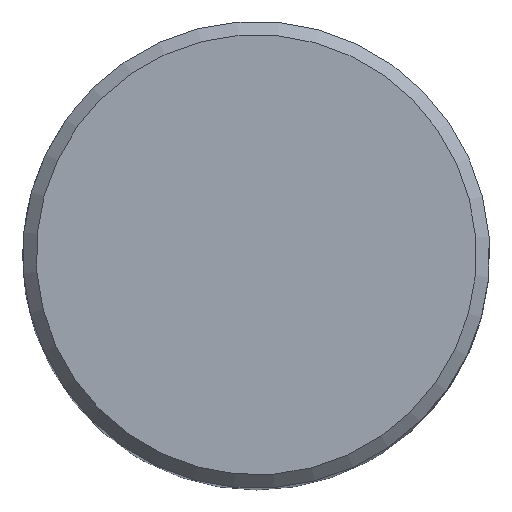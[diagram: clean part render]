
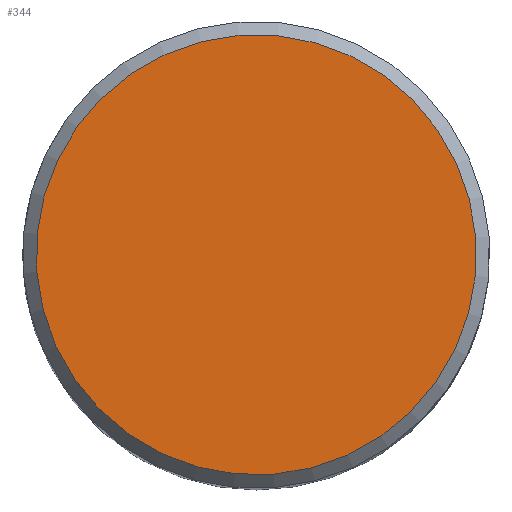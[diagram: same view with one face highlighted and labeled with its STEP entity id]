
A CAD part, top view. The second image highlights one B-rep face of the part: STEP entity #344.
In plain terms, the highlighted planar face has unit normal (0, 0, 1).
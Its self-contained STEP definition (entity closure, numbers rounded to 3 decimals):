
#51=CIRCLE('',#392,19.65);
#70=FACE_OUTER_BOUND('',#92,.T.);
#92=EDGE_LOOP('',(#256));
#154=VERTEX_POINT('',#569);
#192=EDGE_CURVE('',#154,#154,#51,.T.);
#256=ORIENTED_EDGE('',*,*,#192,.F.);
#330=PLANE('',#393);
#344=ADVANCED_FACE('',(#70),#330,.T.);
#392=AXIS2_PLACEMENT_3D('',#570,#465,#466);
#393=AXIS2_PLACEMENT_3D('',#572,#468,#469);
#465=DIRECTION('center_axis',(0.,0.,-1.));
#466=DIRECTION('ref_axis',(-0.964,0.267,0.));
#468=DIRECTION('center_axis',(0.,0.,1.));
#469=DIRECTION('ref_axis',(-0.964,0.267,0.));
#569=CARTESIAN_POINT('',(18.935,-5.251,88.2));
#570=CARTESIAN_POINT('Origin',(0.,0.,88.2));
#572=CARTESIAN_POINT('Origin',(0.,0.,88.2));
